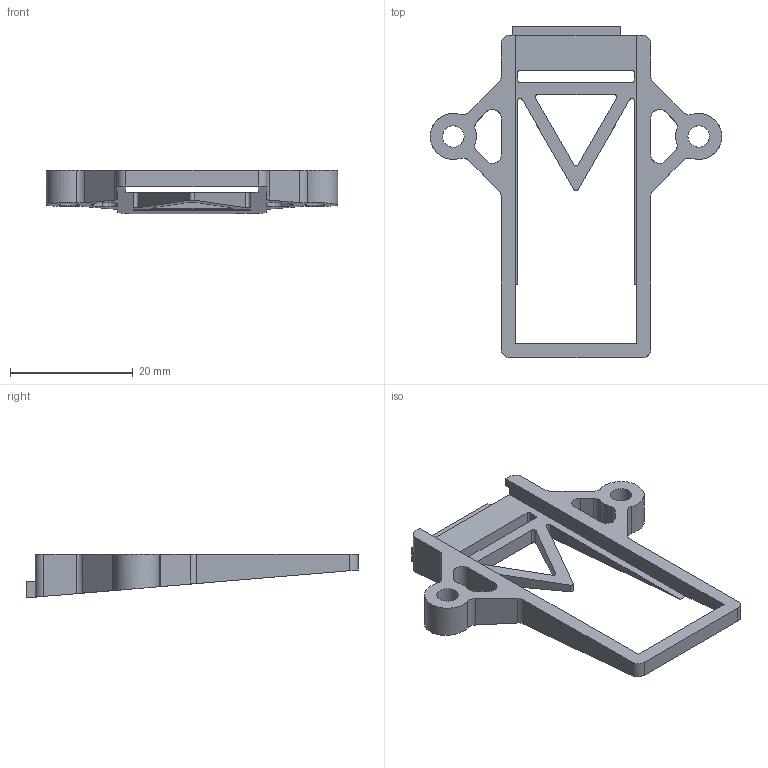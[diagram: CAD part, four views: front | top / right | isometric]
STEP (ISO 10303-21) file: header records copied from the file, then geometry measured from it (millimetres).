
FILE_DESCRIPTION(/* description */ (''),/* implementation_level */ '2;1');
FILE_NAME(/* name */ '51x21mm - Pi Pico - Angled.step',/* time_stamp */ '2023-11-06T10:09:51+02:00',/* author */ (''),/* organization */ (''),/* preprocessor_version */ 'ST-DEVELOPER v20',/* originating_system */ 'Autodesk Translation Framework v12.14.0.127',/* authorisation */ '');
FILE_SCHEMA (('AUTOMOTIVE_DESIGN { 1 0 10303 214 3 1 1 }'));
Length unit declared in the file: millimetre
Products named in the file (1): VOID16 Redux Angled Controller Mount
Bounding box: 47.5 x 54.1 x 7.14 mm (x, y, z)
Volume: 2548.6 mm3; surface area: 3475.1 mm2
Topology: 1 solids, 1 shells, 81 faces, 236 edges, 156 vertices
Faces by surface type: plane 43, cylinder 38
Full cylindrical faces by diameter (mm): 3.5 x2
Entity records: 2744 total; most frequent: DIRECTION 476, CARTESIAN_POINT 474, ORIENTED_EDGE 472, EDGE_CURVE 236, LINE 160, VECTOR 160, AXIS2_PLACEMENT_3D 158, VERTEX_POINT 156
